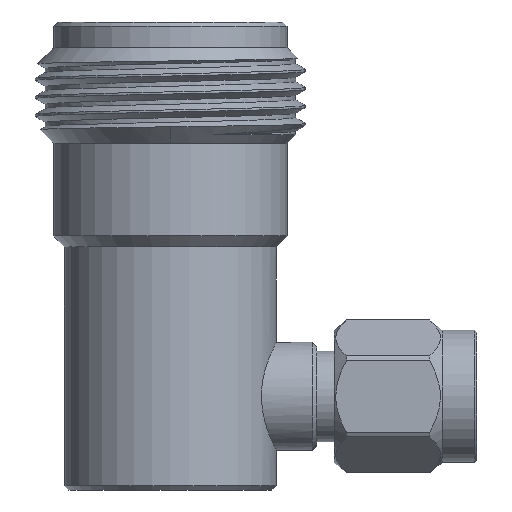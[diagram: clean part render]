
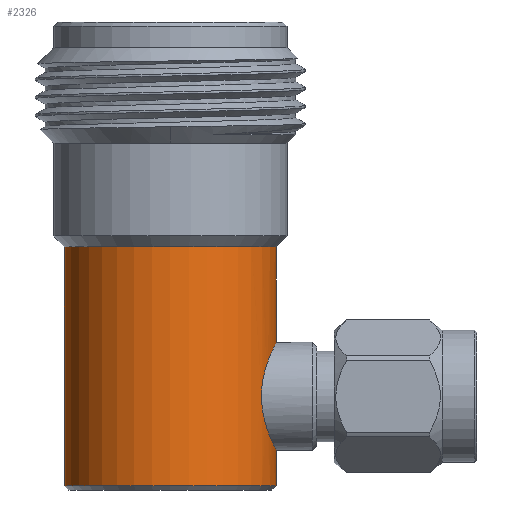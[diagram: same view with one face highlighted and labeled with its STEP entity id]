
A CAD part, left-side view. The second image highlights one B-rep face of the part: STEP entity #2326.
In plain terms, the highlighted cylindrical face has radius 6.223 mm (diameter 12.446 mm), a full revolution.
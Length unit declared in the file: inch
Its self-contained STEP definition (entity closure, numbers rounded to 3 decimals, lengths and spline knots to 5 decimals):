
#176 = EDGE_LOOP ( 'NONE', ( #4750 ) ) ;
#224 = DIRECTION ( 'NONE',  ( 0., 0., 1. ) ) ;
#246 = DIRECTION ( 'NONE',  ( 1., 0., 0. ) ) ;
#332 = CARTESIAN_POINT ( 'NONE',  ( -0.0561, -0.23861, -0.97814 ) ) ;
#350 = CARTESIAN_POINT ( 'NONE',  ( -0.11223, -0.21781, -0.92179 ) ) ;
#367 = CARTESIAN_POINT ( 'NONE',  ( 0.11844, -0.2145, -0.82535 ) ) ;
#390 = CARTESIAN_POINT ( 'NONE',  ( 0.03303, -0.2429, -0.7453 ) ) ;
#408 = CARTESIAN_POINT ( 'NONE',  ( -0.03328, -0.24287, -0.98692 ) ) ;
#439 = EDGE_CURVE ( 'NONE', #3337, #3337, #4665, .T. ) ;
#494 = AXIS2_PLACEMENT_3D ( 'NONE', #2037, #4824, #4346 ) ;
#796 = CARTESIAN_POINT ( 'NONE',  ( 0.1184, -0.21452, -0.90704 ) ) ;
#813 = VERTEX_POINT ( 'NONE', #1715 ) ;
#818 = CARTESIAN_POINT ( 'NONE',  ( -0.1208, -0.21316, -0.83296 ) ) ;
#829 = CYLINDRICAL_SURFACE ( 'NONE', #5916, 0.245 ) ;
#860 = CARTESIAN_POINT ( 'NONE',  ( -0.04062, -0.24173, -0.74764 ) ) ;
#881 = CARTESIAN_POINT ( 'NONE',  ( 0.00861, -0.24499, -0.74116 ) ) ;
#1275 = CARTESIAN_POINT ( 'NONE',  ( 0.12413, -0.21123, -0.88301 ) ) ;
#1293 = CARTESIAN_POINT ( 'NONE',  ( 0.12082, -0.21315, -0.89925 ) ) ;
#1309 = CARTESIAN_POINT ( 'NONE',  ( -0.10819, -0.21987, -0.80301 ) ) ;
#1334 = CARTESIAN_POINT ( 'NONE',  ( -0.1242, -0.21119, -0.8825 ) ) ;
#1357 = CARTESIAN_POINT ( 'NONE',  ( -0.0086, -0.24499, -0.99112 ) ) ;
#1377 = ORIENTED_EDGE ( 'NONE', *, *, #3817, .T. ) ;
#1670 = CIRCLE ( 'NONE', #494, 0.245 ) ;
#1694 = CARTESIAN_POINT ( 'NONE',  ( 0.245, 0., -1.07268 ) ) ;
#1715 = CARTESIAN_POINT ( 'NONE',  ( -0.245, 0., -0.52 ) ) ;
#1751 = CARTESIAN_POINT ( 'NONE',  ( 0.125, -0.21071, -0.86614 ) ) ;
#1771 = CARTESIAN_POINT ( 'NONE',  ( 0.04104, -0.24166, -0.74779 ) ) ;
#1794 = CARTESIAN_POINT ( 'NONE',  ( -0.03266, -0.24295, -0.7452 ) ) ;
#1819 = CARTESIAN_POINT ( 'NONE',  ( -0.12502, -0.2107, -0.87405 ) ) ;
#2037 = CARTESIAN_POINT ( 'NONE',  ( 0., 0., -0.52 ) ) ;
#2178 = CARTESIAN_POINT ( 'NONE',  ( 0.125, -0.21071, -0.85773 ) ) ;
#2211 = CARTESIAN_POINT ( 'NONE',  ( 0.09415, -0.22627, -0.78352 ) ) ;
#2232 = CARTESIAN_POINT ( 'NONE',  ( 0.0164, -0.24459, -0.99034 ) ) ;
#2241 = B_SPLINE_CURVE_WITH_KNOTS ( 'NONE', 3,
 ( #2625, #2178, #5465, #2647, #367, #3716, #3240, #3154, #2211, #4600, #6030, #5069, #3217, #1771, #390, #5564, #881, #5092, #2258, #1794, #860, #4642, #3694, #2724, #4122, #6015, #5034, #1309, #4181, #2294, #818, #5978, #4622, #1819, #1334, #3673, #5117, #350, #2747, #5587, #3193, #4160, #2275, #2769, #332, #6054, #408, #4201, #1357, #4667, #2232, #4137, #5524, #5510, #3654, #6000, #2692, #3169, #3641, #796, #1293, #1275, #4577, #1751 ),
 .UNSPECIFIED., .T., .F.,
 ( 4, 2, 2, 2, 2, 2, 2, 2, 2, 2, 2, 2, 2, 2, 2, 2, 2, 2, 2, 2, 2, 2, 2, 2, 2, 2, 2, 2, 2, 2, 2, 4 ),
 ( 0., 0.00063, 0.00126, 0.00189, 0.00252, 0.00316, 0.00379, 0.00442, 0.00505, 0.00568, 0.00631, 0.00694, 0.00757, 0.0082, 0.00883, 0.00947, 0.0101, 0.01073, 0.01136, 0.01199, 0.01262, 0.01325, 0.01388, 0.01451, 0.01515, 0.01578, 0.01641, 0.01767, 0.0183, 0.01893, 0.01956, 0.02019 ),
 .UNSPECIFIED. ) ;
#2258 = CARTESIAN_POINT ( 'NONE',  ( -0.01647, -0.24458, -0.74196 ) ) ;
#2275 = CARTESIAN_POINT ( 'NONE',  ( -0.07677, -0.23277, -0.96512 ) ) ;
#2294 = CARTESIAN_POINT ( 'NONE',  ( -0.11833, -0.21456, -0.82506 ) ) ;
#2326 = ADVANCED_FACE ( 'NONE', ( #3804, #3134, #2471 ), #829, .T. ) ;
#2471 = FACE_BOUND ( 'NONE', #4301, .T. ) ;
#2485 = CARTESIAN_POINT ( 'NONE',  ( 0., 0., -2.85832 ) ) ;
#2625 = CARTESIAN_POINT ( 'NONE',  ( 0.125, -0.21071, -0.86614 ) ) ;
#2647 = CARTESIAN_POINT ( 'NONE',  ( 0.1209, -0.2131, -0.83334 ) ) ;
#2668 = EDGE_CURVE ( 'NONE', #5320, #5320, #2241, .T. ) ;
#2692 = CARTESIAN_POINT ( 'NONE',  ( 0.09919, -0.22408, -0.94264 ) ) ;
#2724 = CARTESIAN_POINT ( 'NONE',  ( -0.07638, -0.2329, -0.76686 ) ) ;
#2747 = CARTESIAN_POINT ( 'NONE',  ( -0.10839, -0.21977, -0.92892 ) ) ;
#2769 = CARTESIAN_POINT ( 'NONE',  ( -0.06334, -0.23677, -0.97421 ) ) ;
#3052 = CARTESIAN_POINT ( 'NONE',  ( 0., 0., -1.07268 ) ) ;
#3134 = FACE_OUTER_BOUND ( 'NONE', #176, .T. ) ;
#3154 = CARTESIAN_POINT ( 'NONE',  ( 0.09927, -0.22404, -0.78975 ) ) ;
#3169 = CARTESIAN_POINT ( 'NONE',  ( 0.10818, -0.21988, -0.92928 ) ) ;
#3193 = CARTESIAN_POINT ( 'NONE',  ( -0.09426, -0.22622, -0.94863 ) ) ;
#3217 = CARTESIAN_POINT ( 'NONE',  ( 0.05604, -0.23863, -0.75411 ) ) ;
#3240 = CARTESIAN_POINT ( 'NONE',  ( 0.10831, -0.21982, -0.80321 ) ) ;
#3273 = ORIENTED_EDGE ( 'NONE', *, *, #2668, .F. ) ;
#3310 = AXIS2_PLACEMENT_3D ( 'NONE', #3052, #224, #246 ) ;
#3337 = VERTEX_POINT ( 'NONE', #1694 ) ;
#3350 = EDGE_LOOP ( 'NONE', ( #1377 ) ) ;
#3439 = DIRECTION ( 'NONE',  ( 1., 0., 0. ) ) ;
#3641 = CARTESIAN_POINT ( 'NONE',  ( 0.11211, -0.21788, -0.92203 ) ) ;
#3654 = CARTESIAN_POINT ( 'NONE',  ( 0.07699, -0.23291, -0.96593 ) ) ;
#3673 = CARTESIAN_POINT ( 'NONE',  ( -0.12096, -0.21306, -0.89872 ) ) ;
#3694 = CARTESIAN_POINT ( 'NONE',  ( -0.06294, -0.23688, -0.75784 ) ) ;
#3716 = CARTESIAN_POINT ( 'NONE',  ( 0.11214, -0.21786, -0.81031 ) ) ;
#3804 = FACE_OUTER_BOUND ( 'NONE', #3350, .T. ) ;
#3817 = EDGE_CURVE ( 'NONE', #813, #813, #1670, .T. ) ;
#3963 = DIRECTION ( 'NONE',  ( 0., 0., 1. ) ) ;
#4122 = CARTESIAN_POINT ( 'NONE',  ( -0.08268, -0.23071, -0.77205 ) ) ;
#4137 = CARTESIAN_POINT ( 'NONE',  ( 0.0327, -0.24295, -0.98708 ) ) ;
#4160 = CARTESIAN_POINT ( 'NONE',  ( -0.08294, -0.23062, -0.96001 ) ) ;
#4181 = CARTESIAN_POINT ( 'NONE',  ( -0.11204, -0.21791, -0.81013 ) ) ;
#4185 = CARTESIAN_POINT ( 'NONE',  ( 0.125, -0.21071, -0.86614 ) ) ;
#4201 = CARTESIAN_POINT ( 'NONE',  ( -0.0169, -0.24455, -0.99028 ) ) ;
#4301 = EDGE_LOOP ( 'NONE', ( #3273 ) ) ;
#4346 = DIRECTION ( 'NONE',  ( -1., 0., 0. ) ) ;
#4577 = CARTESIAN_POINT ( 'NONE',  ( 0.125, -0.21071, -0.87456 ) ) ;
#4600 = CARTESIAN_POINT ( 'NONE',  ( 0.08284, -0.23065, -0.7722 ) ) ;
#4622 = CARTESIAN_POINT ( 'NONE',  ( -0.12497, -0.21073, -0.85747 ) ) ;
#4642 = CARTESIAN_POINT ( 'NONE',  ( -0.0558, -0.23869, -0.75399 ) ) ;
#4665 = CIRCLE ( 'NONE', #3310, 0.245 ) ;
#4667 = CARTESIAN_POINT ( 'NONE',  ( 0.00798, -0.24501, -0.99116 ) ) ;
#4750 = ORIENTED_EDGE ( 'NONE', *, *, #439, .T. ) ;
#4824 = DIRECTION ( 'NONE',  ( 0., 0., -1. ) ) ;
#5034 = CARTESIAN_POINT ( 'NONE',  ( -0.09912, -0.22411, -0.78955 ) ) ;
#5069 = CARTESIAN_POINT ( 'NONE',  ( 0.06314, -0.23683, -0.75796 ) ) ;
#5092 = CARTESIAN_POINT ( 'NONE',  ( -0.00805, -0.24501, -0.74112 ) ) ;
#5117 = CARTESIAN_POINT ( 'NONE',  ( -0.11857, -0.21443, -0.90658 ) ) ;
#5320 = VERTEX_POINT ( 'NONE', #4185 ) ;
#5465 = CARTESIAN_POINT ( 'NONE',  ( 0.12416, -0.21122, -0.84949 ) ) ;
#5510 = CARTESIAN_POINT ( 'NONE',  ( 0.06335, -0.23717, -0.97515 ) ) ;
#5524 = CARTESIAN_POINT ( 'NONE',  ( 0.04056, -0.24174, -0.98466 ) ) ;
#5564 = CARTESIAN_POINT ( 'NONE',  ( 0.01682, -0.24456, -0.742 ) ) ;
#5587 = CARTESIAN_POINT ( 'NONE',  ( -0.09943, -0.22397, -0.94232 ) ) ;
#5916 = AXIS2_PLACEMENT_3D ( 'NONE', #2485, #3963, #3439 ) ;
#5978 = CARTESIAN_POINT ( 'NONE',  ( -0.12413, -0.21123, -0.84925 ) ) ;
#6000 = CARTESIAN_POINT ( 'NONE',  ( 0.0941, -0.22629, -0.94882 ) ) ;
#6015 = CARTESIAN_POINT ( 'NONE',  ( -0.09401, -0.22633, -0.78337 ) ) ;
#6030 = CARTESIAN_POINT ( 'NONE',  ( 0.07658, -0.23283, -0.76702 ) ) ;
#6054 = CARTESIAN_POINT ( 'NONE',  ( -0.0411, -0.24165, -0.98447 ) ) ;
